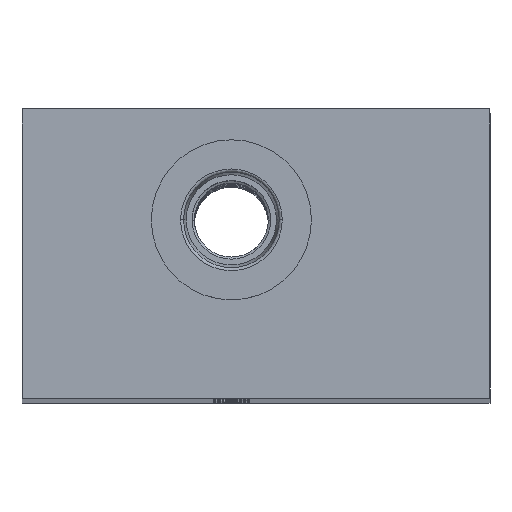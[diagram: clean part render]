
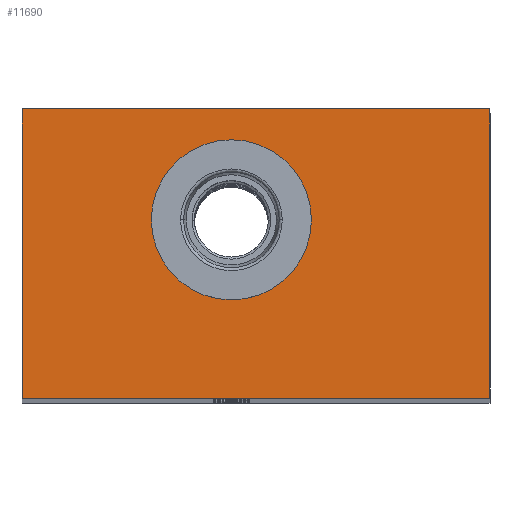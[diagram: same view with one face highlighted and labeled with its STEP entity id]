
A CAD part, top view. The second image highlights one B-rep face of the part: STEP entity #11690.
In plain terms, the highlighted face is planar.
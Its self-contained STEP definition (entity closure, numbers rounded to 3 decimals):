
#299=CARTESIAN_POINT('',(-5.5,-335.,8.));
#300=VERTEX_POINT('',#299);
#309=CARTESIAN_POINT('',(-5.5,-335.,34.));
#310=VERTEX_POINT('',#309);
#311=CARTESIAN_POINT('',(-5.5,-335.,21.));
#312=DIRECTION('',(0.0,1.0,0.0));
#313=DIRECTION('',(0.0,0.0,-1.0));
#314=AXIS2_PLACEMENT_3D('',#311,#312,#313);
#315=CIRCLE('',#314,13.0);
#316=EDGE_CURVE('',#310,#300,#315,.T.);
#11134=CARTESIAN_POINT('',(-5.5,-335.,21.));
#11135=DIRECTION('',(0.0,1.0,0.0));
#11136=DIRECTION('',(0.0,0.0,-1.0));
#11137=AXIS2_PLACEMENT_3D('',#11134,#11135,#11136);
#11138=CIRCLE('',#11137,13.0);
#11139=EDGE_CURVE('',#300,#310,#11138,.T.);
#11543=CARTESIAN_POINT('',(23.5,-335.,-13.0));
#11544=VERTEX_POINT('',#11543);
#11551=CARTESIAN_POINT('',(-23.5,-335.,-13.0));
#11552=VERTEX_POINT('',#11551);
#11553=CARTESIAN_POINT('',(-23.5,-335.,-13.0));
#11554=DIRECTION('',(1.0,0.0,0.0));
#11555=VECTOR('',#11554,47.);
#11556=LINE('',#11553,#11555);
#11557=EDGE_CURVE('',#11552,#11544,#11556,.T.);
#11656=CARTESIAN_POINT('',(-23.5,-335.,-63.0));
#11657=DIRECTION('',(0.0,-1.0,0.0));
#11658=DIRECTION('',(0.0,0.0,-1.0));
#11659=AXIS2_PLACEMENT_3D('',#11656,#11657,#11658);
#11660=PLANE('',#11659);
#11661=CARTESIAN_POINT('',(23.5,-335.0,63.));
#11662=VERTEX_POINT('',#11661);
#11663=CARTESIAN_POINT('',(23.5,-335.,-13.0));
#11664=DIRECTION('',(0.0,0.0,1.0));
#11665=VECTOR('',#11664,76.);
#11666=LINE('',#11663,#11665);
#11667=EDGE_CURVE('',#11544,#11662,#11666,.T.);
#11668=ORIENTED_EDGE('',*,*,#11667,.T.);
#11669=CARTESIAN_POINT('',(-23.5,-335.0,63.));
#11670=VERTEX_POINT('',#11669);
#11671=CARTESIAN_POINT('',(-23.5,-335.0,63.));
#11672=DIRECTION('',(1.0,0.0,0.0));
#11673=VECTOR('',#11672,47.);
#11674=LINE('',#11671,#11673);
#11675=EDGE_CURVE('',#11670,#11662,#11674,.T.);
#11676=ORIENTED_EDGE('',*,*,#11675,.F.);
#11677=CARTESIAN_POINT('',(-23.5,-335.,-13.0));
#11678=DIRECTION('',(0.0,0.0,1.0));
#11679=VECTOR('',#11678,76.);
#11680=LINE('',#11677,#11679);
#11681=EDGE_CURVE('',#11552,#11670,#11680,.T.);
#11682=ORIENTED_EDGE('',*,*,#11681,.F.);
#11683=ORIENTED_EDGE('',*,*,#11557,.T.);
#11684=EDGE_LOOP('',(#11668,#11676,#11682,#11683));
#11685=FACE_OUTER_BOUND('',#11684,.T.);
#11686=ORIENTED_EDGE('',*,*,#11139,.T.);
#11687=ORIENTED_EDGE('',*,*,#316,.T.);
#11688=EDGE_LOOP('',(#11686,#11687));
#11689=FACE_BOUND('',#11688,.T.);
#11690=ADVANCED_FACE('',(#11685,#11689),#11660,.T.);
